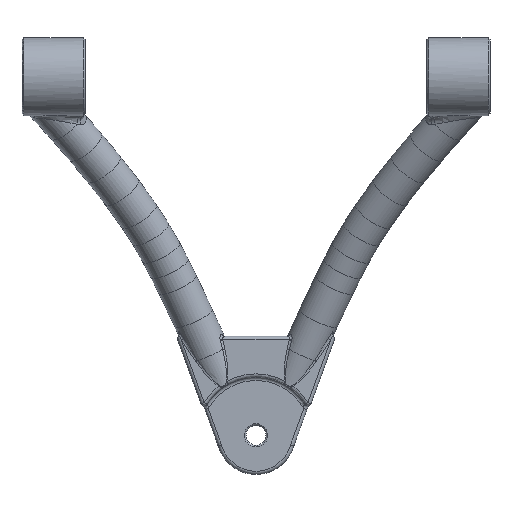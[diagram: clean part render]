
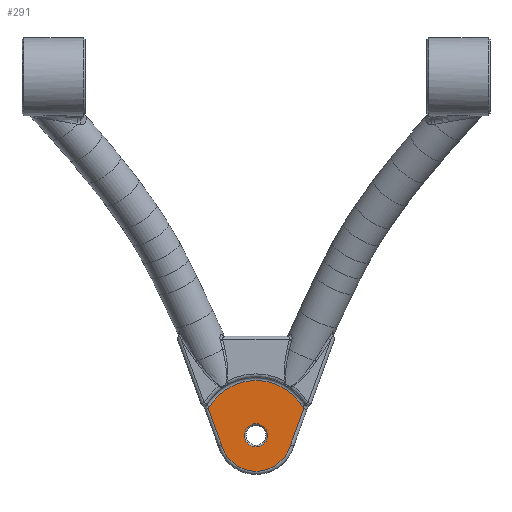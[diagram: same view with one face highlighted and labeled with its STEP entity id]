
A CAD part, top view. The second image highlights one B-rep face of the part: STEP entity #291.
In plain terms, the highlighted planar face has unit normal (0, 0, 1).
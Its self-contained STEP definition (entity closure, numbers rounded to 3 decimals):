
#215=FACE_BOUND('',#607,.T.);
#216=FACE_BOUND('',#608,.T.);
#291=ADVANCED_FACE('',(#215,#216),#412,.T.);
#412=PLANE('',#2286);
#607=EDGE_LOOP('',(#1095));
#608=EDGE_LOOP('',(#1096,#1097,#1098,#1099));
#774=CIRCLE('',#2283,7.);
#775=CIRCLE('',#2284,33.);
#776=CIRCLE('',#2285,21.616);
#868=LINE('',#3745,#896);
#869=LINE('',#3750,#897);
#896=VECTOR('',#2629,1.);
#897=VECTOR('',#2632,1.);
#1095=ORIENTED_EDGE('',*,*,#1881,.T.);
#1096=ORIENTED_EDGE('',*,*,#1882,.T.);
#1097=ORIENTED_EDGE('',*,*,#1883,.T.);
#1098=ORIENTED_EDGE('',*,*,#1884,.T.);
#1099=ORIENTED_EDGE('',*,*,#1885,.T.);
#1675=VERTEX_POINT('',#3744);
#1676=VERTEX_POINT('',#3746);
#1677=VERTEX_POINT('',#3747);
#1678=VERTEX_POINT('',#3749);
#1679=VERTEX_POINT('',#3751);
#1881=EDGE_CURVE('',#1675,#1675,#774,.T.);
#1882=EDGE_CURVE('',#1676,#1677,#868,.T.);
#1883=EDGE_CURVE('',#1677,#1678,#775,.T.);
#1884=EDGE_CURVE('',#1678,#1679,#869,.T.);
#1885=EDGE_CURVE('',#1679,#1676,#776,.T.);
#2283=AXIS2_PLACEMENT_3D('',#3743,#2627,#2628);
#2284=AXIS2_PLACEMENT_3D('',#3748,#2630,#2631);
#2285=AXIS2_PLACEMENT_3D('',#3752,#2633,#2634);
#2286=AXIS2_PLACEMENT_3D('',#3753,#2635,#2636);
#2627=DIRECTION('',(0.,0.,-1.));
#2628=DIRECTION('',(1.,0.,0.));
#2629=DIRECTION('',(0.342,0.94,0.));
#2630=DIRECTION('',(0.,0.,1.));
#2631=DIRECTION('',(1.,0.,0.));
#2632=DIRECTION('',(0.342,-0.94,0.));
#2633=DIRECTION('',(0.,0.,1.));
#2634=DIRECTION('',(1.,0.,0.));
#2635=DIRECTION('',(0.,0.,1.));
#2636=DIRECTION('',(1.,0.,0.));
#3743=CARTESIAN_POINT('',(0.,0.,0.));
#3744=CARTESIAN_POINT('',(7.,0.,0.));
#3745=CARTESIAN_POINT('',(20.258,-7.373,0.));
#3746=CARTESIAN_POINT('',(20.799,-5.887,0.));
#3747=CARTESIAN_POINT('',(28.804,16.104,0.));
#3748=CARTESIAN_POINT('',(0.,0.,0.));
#3749=CARTESIAN_POINT('',(-28.804,16.104,0.));
#3750=CARTESIAN_POINT('',(-20.258,-7.373,0.));
#3751=CARTESIAN_POINT('',(-20.799,-5.887,0.));
#3752=CARTESIAN_POINT('',(0.,0.,0.));
#3753=CARTESIAN_POINT('',(0.,0.,0.));
